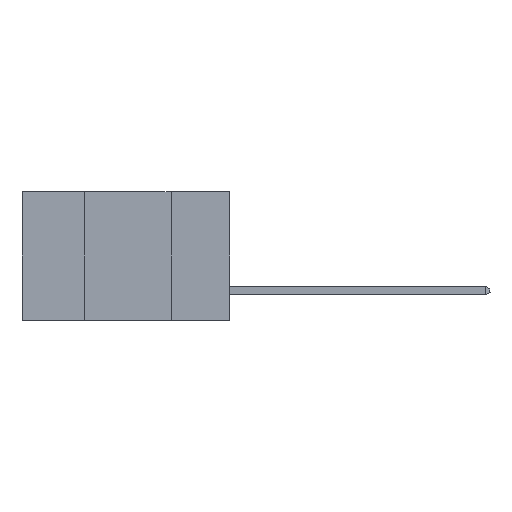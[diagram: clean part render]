
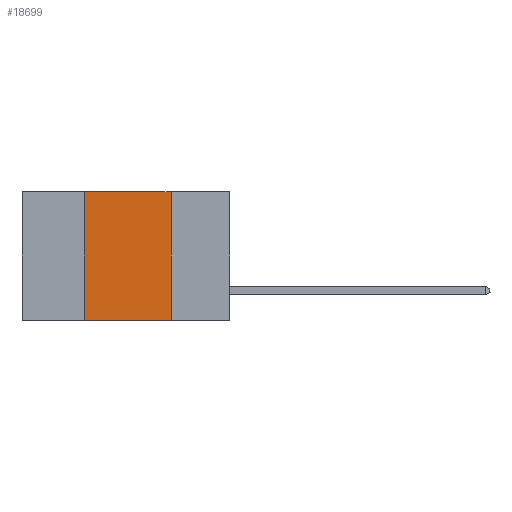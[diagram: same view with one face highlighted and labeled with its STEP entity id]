
A CAD part, left-side view. The second image highlights one B-rep face of the part: STEP entity #18699.
In plain terms, the highlighted planar face has unit normal (-1, 0, 0).
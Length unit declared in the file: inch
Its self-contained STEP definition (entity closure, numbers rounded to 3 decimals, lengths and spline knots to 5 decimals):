
#323 = CARTESIAN_POINT ( 'NONE',  ( 0., 0.17, 0. ) ) ;
#1162 = EDGE_CURVE ( 'NONE', #9744, #15888, #20760, .T. ) ;
#1842 = CARTESIAN_POINT ( 'NONE',  ( 0., 0.42, 0. ) ) ;
#2697 = CARTESIAN_POINT ( 'NONE',  ( 0., 0.6, -0.37 ) ) ;
#3769 = DIRECTION ( 'NONE',  ( 0., 0., 1. ) ) ;
#3949 = ORIENTED_EDGE ( 'NONE', *, *, #11436, .F. ) ;
#4929 = VECTOR ( 'NONE', #8905, 39.37008 ) ;
#5032 = EDGE_CURVE ( 'NONE', #13774, #22996, #5646, .T. ) ;
#5518 = ORIENTED_EDGE ( 'NONE', *, *, #5032, .T. ) ;
#5646 = LINE ( 'NONE', #2697, #18141 ) ;
#5714 = PLANE ( 'NONE',  #9293 ) ;
#6725 = DIRECTION ( 'NONE',  ( 0., -1., 0. ) ) ;
#8268 = LINE ( 'NONE', #1842, #18940 ) ;
#8905 = DIRECTION ( 'NONE',  ( 0., -1., 0. ) ) ;
#9293 = AXIS2_PLACEMENT_3D ( 'NONE', #23145, #17102, #23216 ) ;
#9531 = CARTESIAN_POINT ( 'NONE',  ( 0., 0.42, -0.37 ) ) ;
#9744 = VERTEX_POINT ( 'NONE', #10745 ) ;
#10745 = CARTESIAN_POINT ( 'NONE',  ( 0., 0.42, 0. ) ) ;
#11436 = EDGE_CURVE ( 'NONE', #15888, #22996, #13297, .T. ) ;
#12370 = FACE_OUTER_BOUND ( 'NONE', #16681, .T. ) ;
#13034 = CARTESIAN_POINT ( 'NONE',  ( 0., 0.17, -0.37 ) ) ;
#13297 = LINE ( 'NONE', #18414, #21834 ) ;
#13481 = ORIENTED_EDGE ( 'NONE', *, *, #1162, .F. ) ;
#13774 = VERTEX_POINT ( 'NONE', #9531 ) ;
#15252 = ORIENTED_EDGE ( 'NONE', *, *, #22096, .F. ) ;
#15888 = VERTEX_POINT ( 'NONE', #323 ) ;
#16681 = EDGE_LOOP ( 'NONE', ( #3949, #13481, #15252, #5518 ) ) ;
#17102 = DIRECTION ( 'NONE',  ( 1., 0., 0. ) ) ;
#18141 = VECTOR ( 'NONE', #6725, 39.37008 ) ;
#18414 = CARTESIAN_POINT ( 'NONE',  ( 0., 0.17, 0. ) ) ;
#18699 = ADVANCED_FACE ( 'NONE', ( #12370 ), #5714, .F. ) ;
#18940 = VECTOR ( 'NONE', #3769, 39.37008 ) ;
#20447 = DIRECTION ( 'NONE',  ( 0., 0., -1. ) ) ;
#20760 = LINE ( 'NONE', #20888, #4929 ) ;
#20888 = CARTESIAN_POINT ( 'NONE',  ( 0., 0.6, 0. ) ) ;
#21834 = VECTOR ( 'NONE', #20447, 39.37008 ) ;
#22096 = EDGE_CURVE ( 'NONE', #13774, #9744, #8268, .T. ) ;
#22996 = VERTEX_POINT ( 'NONE', #13034 ) ;
#23145 = CARTESIAN_POINT ( 'NONE',  ( 0., 0.6, 0. ) ) ;
#23216 = DIRECTION ( 'NONE',  ( 0., 0., -1. ) ) ;
